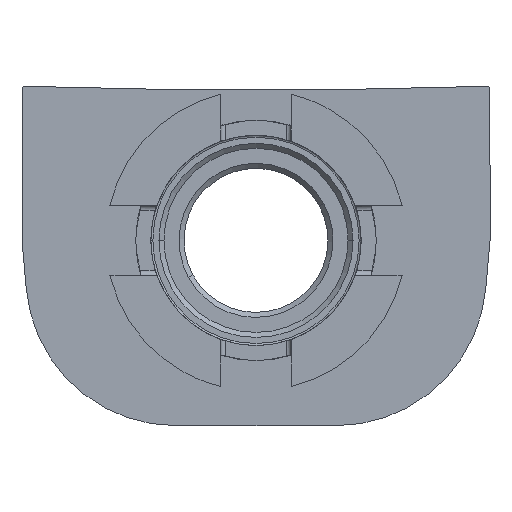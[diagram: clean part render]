
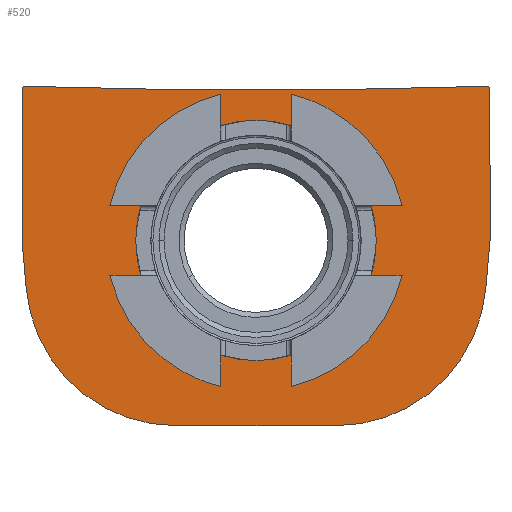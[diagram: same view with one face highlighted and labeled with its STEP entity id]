
A CAD part, left-side view. The second image highlights one B-rep face of the part: STEP entity #520.
In plain terms, the highlighted planar face has unit normal (-1, 0, 0).
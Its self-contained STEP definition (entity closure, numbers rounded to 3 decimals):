
#54=AXIS2_PLACEMENT_3D('Circle Axis2P3D',#52,#53,$) ;
#109=AXIS2_PLACEMENT_3D('Circle Axis2P3D',#107,#108,$) ;
#155=AXIS2_PLACEMENT_3D('Circle Axis2P3D',#153,#154,$) ;
#216=AXIS2_PLACEMENT_3D('Circle Axis2P3D',#214,#215,$) ;
#248=AXIS2_PLACEMENT_3D('Circle Axis2P3D',#246,#247,$) ;
#285=AXIS2_PLACEMENT_3D('Circle Axis2P3D',#283,#284,$) ;
#324=AXIS2_PLACEMENT_3D('Plane Axis2P3D',#321,#322,#323) ;
#344=AXIS2_PLACEMENT_3D('Circle Axis2P3D',#342,#343,$) ;
#351=AXIS2_PLACEMENT_3D('Circle Axis2P3D',#349,#350,$) ;
#358=AXIS2_PLACEMENT_3D('Circle Axis2P3D',#356,#357,$) ;
#379=AXIS2_PLACEMENT_3D('Circle Axis2P3D',#377,#378,$) ;
#393=AXIS2_PLACEMENT_3D('Circle Axis2P3D',#391,#392,$) ;
#424=AXIS2_PLACEMENT_3D('Circle Axis2P3D',#422,#423,$) ;
#431=AXIS2_PLACEMENT_3D('Circle Axis2P3D',#429,#430,$) ;
#450=AXIS2_PLACEMENT_3D('Circle Axis2P3D',#448,#449,$) ;
#469=AXIS2_PLACEMENT_3D('Circle Axis2P3D',#467,#468,$) ;
#476=AXIS2_PLACEMENT_3D('Circle Axis2P3D',#474,#475,$) ;
#495=AXIS2_PLACEMENT_3D('Circle Axis2P3D',#493,#494,$) ;
#49=CARTESIAN_POINT('Vertex',(1.5,35.364,18.5)) ;
#52=CARTESIAN_POINT('Axis2P3D Location',(1.5,23.364,18.5)) ;
#56=CARTESIAN_POINT('Vertex',(1.5,34.842,15.)) ;
#104=CARTESIAN_POINT('Vertex',(1.5,11.885,15.)) ;
#107=CARTESIAN_POINT('Axis2P3D Location',(1.5,23.364,18.5)) ;
#111=CARTESIAN_POINT('Vertex',(1.5,11.364,18.5)) ;
#150=CARTESIAN_POINT('Vertex',(1.5,26.864,7.022)) ;
#153=CARTESIAN_POINT('Axis2P3D Location',(1.5,23.364,18.5)) ;
#157=CARTESIAN_POINT('Vertex',(1.5,19.864,7.022)) ;
#197=CARTESIAN_POINT('Vertex',(1.5,11.885,22.)) ;
#214=CARTESIAN_POINT('Axis2P3D Location',(1.5,23.364,18.5)) ;
#243=CARTESIAN_POINT('Vertex',(1.5,34.842,22.)) ;
#246=CARTESIAN_POINT('Axis2P3D Location',(1.5,23.364,18.5)) ;
#280=CARTESIAN_POINT('Vertex',(1.5,19.864,29.978)) ;
#283=CARTESIAN_POINT('Axis2P3D Location',(1.5,23.364,18.5)) ;
#287=CARTESIAN_POINT('Vertex',(1.5,26.864,29.978)) ;
#321=CARTESIAN_POINT('Axis2P3D Location',(1.5,23.364,18.5)) ;
#326=CARTESIAN_POINT('Line Origine',(1.5,0.21,16.096)) ;
#330=CARTESIAN_POINT('Vertex',(1.5,0.421,13.693)) ;
#332=CARTESIAN_POINT('Vertex',(1.5,0.,18.5)) ;
#335=CARTESIAN_POINT('Line Origine',(1.5,0.,26.04)) ;
#339=CARTESIAN_POINT('Vertex',(1.5,0.,33.58)) ;
#342=CARTESIAN_POINT('Axis2P3D Location',(1.5,0.3,33.58)) ;
#346=CARTESIAN_POINT('Vertex',(1.5,0.31,33.88)) ;
#349=CARTESIAN_POINT('Axis2P3D Location',(1.5,23.364,733.5)) ;
#353=CARTESIAN_POINT('Vertex',(1.5,46.417,33.88)) ;
#356=CARTESIAN_POINT('Axis2P3D Location',(1.5,46.427,33.58)) ;
#360=CARTESIAN_POINT('Vertex',(1.5,46.727,33.58)) ;
#363=CARTESIAN_POINT('Line Origine',(1.5,46.727,26.04)) ;
#367=CARTESIAN_POINT('Vertex',(1.5,46.727,18.5)) ;
#370=CARTESIAN_POINT('Line Origine',(1.5,46.517,16.096)) ;
#374=CARTESIAN_POINT('Vertex',(1.5,46.306,13.693)) ;
#377=CARTESIAN_POINT('Axis2P3D Location',(1.5,31.364,15.)) ;
#381=CARTESIAN_POINT('Vertex',(1.5,31.364,0.)) ;
#384=CARTESIAN_POINT('Line Origine',(1.5,23.364,0.)) ;
#388=CARTESIAN_POINT('Vertex',(1.5,15.364,0.)) ;
#391=CARTESIAN_POINT('Axis2P3D Location',(1.5,15.364,15.)) ;
#408=CARTESIAN_POINT('Line Origine',(1.5,19.864,5.468)) ;
#412=CARTESIAN_POINT('Vertex',(1.5,19.864,3.914)) ;
#415=CARTESIAN_POINT('Line Origine',(1.5,26.864,5.468)) ;
#419=CARTESIAN_POINT('Vertex',(1.5,26.864,3.914)) ;
#422=CARTESIAN_POINT('Axis2P3D Location',(1.5,23.364,18.5)) ;
#426=CARTESIAN_POINT('Vertex',(1.5,30.555,5.336)) ;
#429=CARTESIAN_POINT('Axis2P3D Location',(1.5,23.364,18.5)) ;
#433=CARTESIAN_POINT('Vertex',(1.5,37.949,15.)) ;
#436=CARTESIAN_POINT('Line Origine',(1.5,36.396,15.)) ;
#441=CARTESIAN_POINT('Line Origine',(1.5,36.396,22.)) ;
#445=CARTESIAN_POINT('Vertex',(1.5,37.949,22.)) ;
#448=CARTESIAN_POINT('Axis2P3D Location',(1.5,23.364,18.5)) ;
#452=CARTESIAN_POINT('Vertex',(1.5,26.864,33.086)) ;
#455=CARTESIAN_POINT('Line Origine',(1.5,26.864,31.532)) ;
#460=CARTESIAN_POINT('Line Origine',(1.5,19.864,31.532)) ;
#464=CARTESIAN_POINT('Vertex',(1.5,19.864,33.086)) ;
#467=CARTESIAN_POINT('Axis2P3D Location',(1.5,23.364,18.5)) ;
#471=CARTESIAN_POINT('Vertex',(1.5,16.172,31.664)) ;
#474=CARTESIAN_POINT('Axis2P3D Location',(1.5,23.364,18.5)) ;
#478=CARTESIAN_POINT('Vertex',(1.5,8.778,22.)) ;
#481=CARTESIAN_POINT('Line Origine',(1.5,10.331,22.)) ;
#486=CARTESIAN_POINT('Line Origine',(1.5,10.331,15.)) ;
#490=CARTESIAN_POINT('Vertex',(1.5,8.778,15.)) ;
#493=CARTESIAN_POINT('Axis2P3D Location',(1.5,23.364,18.5)) ;
#53=DIRECTION('Axis2P3D Direction',(-1.,0.,0.)) ;
#108=DIRECTION('Axis2P3D Direction',(-1.,0.,0.)) ;
#154=DIRECTION('Axis2P3D Direction',(-1.,0.,0.)) ;
#215=DIRECTION('Axis2P3D Direction',(-1.,0.,0.)) ;
#247=DIRECTION('Axis2P3D Direction',(-1.,0.,0.)) ;
#284=DIRECTION('Axis2P3D Direction',(-1.,0.,0.)) ;
#322=DIRECTION('Axis2P3D Direction',(-1.,0.,0.)) ;
#323=DIRECTION('Axis2P3D XDirection',(0.,-1.,0.)) ;
#327=DIRECTION('Vector Direction',(0.,0.087,-0.996)) ;
#336=DIRECTION('Vector Direction',(0.,0.,1.)) ;
#343=DIRECTION('Axis2P3D Direction',(-1.,0.,0.)) ;
#350=DIRECTION('Axis2P3D Direction',(-1.,0.,0.)) ;
#357=DIRECTION('Axis2P3D Direction',(-1.,0.,0.)) ;
#364=DIRECTION('Vector Direction',(0.,0.,1.)) ;
#371=DIRECTION('Vector Direction',(0.,0.087,0.996)) ;
#378=DIRECTION('Axis2P3D Direction',(-1.,0.,0.)) ;
#385=DIRECTION('Vector Direction',(0.,1.,0.)) ;
#392=DIRECTION('Axis2P3D Direction',(-1.,0.,0.)) ;
#409=DIRECTION('Vector Direction',(0.,0.,1.)) ;
#416=DIRECTION('Vector Direction',(0.,0.,-1.)) ;
#423=DIRECTION('Axis2P3D Direction',(-1.,0.,0.)) ;
#430=DIRECTION('Axis2P3D Direction',(-1.,0.,0.)) ;
#437=DIRECTION('Vector Direction',(0.,-1.,0.)) ;
#442=DIRECTION('Vector Direction',(0.,1.,0.)) ;
#449=DIRECTION('Axis2P3D Direction',(-1.,0.,0.)) ;
#456=DIRECTION('Vector Direction',(0.,0.,-1.)) ;
#461=DIRECTION('Vector Direction',(0.,0.,1.)) ;
#468=DIRECTION('Axis2P3D Direction',(-1.,0.,0.)) ;
#475=DIRECTION('Axis2P3D Direction',(-1.,0.,0.)) ;
#482=DIRECTION('Vector Direction',(0.,1.,0.)) ;
#487=DIRECTION('Vector Direction',(0.,-1.,0.)) ;
#494=DIRECTION('Axis2P3D Direction',(-1.,0.,0.)) ;
#328=VECTOR('Line Direction',#327,1.) ;
#337=VECTOR('Line Direction',#336,1.) ;
#365=VECTOR('Line Direction',#364,1.) ;
#372=VECTOR('Line Direction',#371,1.) ;
#386=VECTOR('Line Direction',#385,1.) ;
#410=VECTOR('Line Direction',#409,1.) ;
#417=VECTOR('Line Direction',#416,1.) ;
#438=VECTOR('Line Direction',#437,1.) ;
#443=VECTOR('Line Direction',#442,1.) ;
#457=VECTOR('Line Direction',#456,1.) ;
#462=VECTOR('Line Direction',#461,1.) ;
#483=VECTOR('Line Direction',#482,1.) ;
#488=VECTOR('Line Direction',#487,1.) ;
#397=ORIENTED_EDGE('',*,*,#334,.T.) ;
#398=ORIENTED_EDGE('',*,*,#341,.T.) ;
#399=ORIENTED_EDGE('',*,*,#348,.T.) ;
#400=ORIENTED_EDGE('',*,*,#355,.T.) ;
#401=ORIENTED_EDGE('',*,*,#362,.T.) ;
#402=ORIENTED_EDGE('',*,*,#369,.T.) ;
#403=ORIENTED_EDGE('',*,*,#376,.T.) ;
#404=ORIENTED_EDGE('',*,*,#383,.T.) ;
#405=ORIENTED_EDGE('',*,*,#390,.T.) ;
#406=ORIENTED_EDGE('',*,*,#395,.T.) ;
#499=ORIENTED_EDGE('',*,*,#414,.T.) ;
#500=ORIENTED_EDGE('',*,*,#159,.F.) ;
#501=ORIENTED_EDGE('',*,*,#421,.T.) ;
#502=ORIENTED_EDGE('',*,*,#428,.T.) ;
#503=ORIENTED_EDGE('',*,*,#435,.T.) ;
#504=ORIENTED_EDGE('',*,*,#440,.T.) ;
#505=ORIENTED_EDGE('',*,*,#58,.F.) ;
#506=ORIENTED_EDGE('',*,*,#250,.F.) ;
#507=ORIENTED_EDGE('',*,*,#447,.T.) ;
#508=ORIENTED_EDGE('',*,*,#454,.T.) ;
#509=ORIENTED_EDGE('',*,*,#459,.T.) ;
#510=ORIENTED_EDGE('',*,*,#289,.F.) ;
#511=ORIENTED_EDGE('',*,*,#466,.T.) ;
#512=ORIENTED_EDGE('',*,*,#473,.T.) ;
#513=ORIENTED_EDGE('',*,*,#480,.T.) ;
#514=ORIENTED_EDGE('',*,*,#485,.T.) ;
#515=ORIENTED_EDGE('',*,*,#218,.F.) ;
#516=ORIENTED_EDGE('',*,*,#113,.F.) ;
#517=ORIENTED_EDGE('',*,*,#492,.T.) ;
#518=ORIENTED_EDGE('',*,*,#497,.T.) ;
#519=FACE_BOUND('',#498,.T.) ;
#520=ADVANCED_FACE('Hauptk\X2\00F6\X0\rper',(#407,#519),#325,.T.) ;
#55=CIRCLE('generated circle',#54,12.) ;
#110=CIRCLE('generated circle',#109,12.) ;
#156=CIRCLE('generated circle',#155,12.) ;
#217=CIRCLE('generated circle',#216,12.) ;
#249=CIRCLE('generated circle',#248,12.) ;
#286=CIRCLE('generated circle',#285,12.) ;
#345=CIRCLE('generated circle',#344,0.3) ;
#352=CIRCLE('generated circle',#351,700.) ;
#359=CIRCLE('generated circle',#358,0.3) ;
#380=CIRCLE('generated circle',#379,15.) ;
#394=CIRCLE('generated circle',#393,15.) ;
#425=CIRCLE('generated circle',#424,15.) ;
#432=CIRCLE('generated circle',#431,15.) ;
#451=CIRCLE('generated circle',#450,15.) ;
#470=CIRCLE('generated circle',#469,15.) ;
#477=CIRCLE('generated circle',#476,15.) ;
#496=CIRCLE('generated circle',#495,15.) ;
#58=EDGE_CURVE('',#50,#57,#55,.T.) ;
#113=EDGE_CURVE('',#105,#112,#110,.T.) ;
#159=EDGE_CURVE('',#151,#158,#156,.T.) ;
#218=EDGE_CURVE('',#112,#198,#217,.T.) ;
#250=EDGE_CURVE('',#244,#50,#249,.T.) ;
#289=EDGE_CURVE('',#281,#288,#286,.T.) ;
#334=EDGE_CURVE('',#331,#333,#329,.F.) ;
#341=EDGE_CURVE('',#333,#340,#338,.T.) ;
#348=EDGE_CURVE('',#340,#347,#345,.T.) ;
#355=EDGE_CURVE('',#347,#354,#352,.F.) ;
#362=EDGE_CURVE('',#354,#361,#359,.T.) ;
#369=EDGE_CURVE('',#361,#368,#366,.F.) ;
#376=EDGE_CURVE('',#368,#375,#373,.F.) ;
#383=EDGE_CURVE('',#375,#382,#380,.T.) ;
#390=EDGE_CURVE('',#382,#389,#387,.F.) ;
#395=EDGE_CURVE('',#389,#331,#394,.T.) ;
#414=EDGE_CURVE('',#413,#158,#411,.T.) ;
#421=EDGE_CURVE('',#151,#420,#418,.T.) ;
#428=EDGE_CURVE('',#420,#427,#425,.F.) ;
#435=EDGE_CURVE('',#427,#434,#432,.F.) ;
#440=EDGE_CURVE('',#434,#57,#439,.T.) ;
#447=EDGE_CURVE('',#244,#446,#444,.T.) ;
#454=EDGE_CURVE('',#446,#453,#451,.F.) ;
#459=EDGE_CURVE('',#453,#288,#458,.T.) ;
#466=EDGE_CURVE('',#281,#465,#463,.T.) ;
#473=EDGE_CURVE('',#465,#472,#470,.F.) ;
#480=EDGE_CURVE('',#472,#479,#477,.F.) ;
#485=EDGE_CURVE('',#479,#198,#484,.T.) ;
#492=EDGE_CURVE('',#105,#491,#489,.T.) ;
#497=EDGE_CURVE('',#491,#413,#496,.F.) ;
#396=EDGE_LOOP('',(#397,#398,#399,#400,#401,#402,#403,#404,#405,#406)) ;
#498=EDGE_LOOP('',(#499,#500,#501,#502,#503,#504,#505,#506,#507,#508,#509,#510,#511,#512,#513,#514,#515,#516,#517,#518)) ;
#407=FACE_OUTER_BOUND('',#396,.T.) ;
#329=LINE('Line',#326,#328) ;
#338=LINE('Line',#335,#337) ;
#366=LINE('Line',#363,#365) ;
#373=LINE('Line',#370,#372) ;
#387=LINE('Line',#384,#386) ;
#411=LINE('Line',#408,#410) ;
#418=LINE('Line',#415,#417) ;
#439=LINE('Line',#436,#438) ;
#444=LINE('Line',#441,#443) ;
#458=LINE('Line',#455,#457) ;
#463=LINE('Line',#460,#462) ;
#484=LINE('Line',#481,#483) ;
#489=LINE('Line',#486,#488) ;
#325=PLANE('',#324) ;
#50=VERTEX_POINT('',#49) ;
#57=VERTEX_POINT('',#56) ;
#105=VERTEX_POINT('',#104) ;
#112=VERTEX_POINT('',#111) ;
#151=VERTEX_POINT('',#150) ;
#158=VERTEX_POINT('',#157) ;
#198=VERTEX_POINT('',#197) ;
#244=VERTEX_POINT('',#243) ;
#281=VERTEX_POINT('',#280) ;
#288=VERTEX_POINT('',#287) ;
#331=VERTEX_POINT('',#330) ;
#333=VERTEX_POINT('',#332) ;
#340=VERTEX_POINT('',#339) ;
#347=VERTEX_POINT('',#346) ;
#354=VERTEX_POINT('',#353) ;
#361=VERTEX_POINT('',#360) ;
#368=VERTEX_POINT('',#367) ;
#375=VERTEX_POINT('',#374) ;
#382=VERTEX_POINT('',#381) ;
#389=VERTEX_POINT('',#388) ;
#413=VERTEX_POINT('',#412) ;
#420=VERTEX_POINT('',#419) ;
#427=VERTEX_POINT('',#426) ;
#434=VERTEX_POINT('',#433) ;
#446=VERTEX_POINT('',#445) ;
#453=VERTEX_POINT('',#452) ;
#465=VERTEX_POINT('',#464) ;
#472=VERTEX_POINT('',#471) ;
#479=VERTEX_POINT('',#478) ;
#491=VERTEX_POINT('',#490) ;
